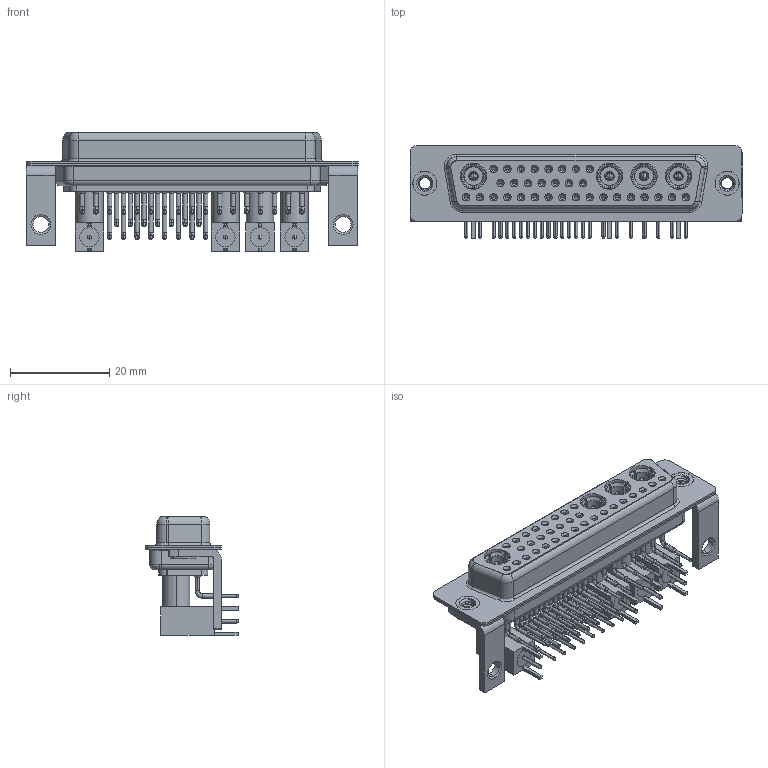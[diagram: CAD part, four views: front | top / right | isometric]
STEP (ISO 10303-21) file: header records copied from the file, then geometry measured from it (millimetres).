
FILE_DESCRIPTION (( 'STEP AP203' ), '1' );
FILE_NAME ('630-36W4640-5T4.STEP', '2022-06-09T13:14:18', ( '' ), ( '' ), 'SwSTEP 2.0', 'SolidWorks 2020', '' );
FILE_SCHEMA (( 'CONFIG_CONTROL_DESIGN' ));
Length unit declared in the file: millimetre
Products named in the file (19): Co-Ax Plug_RA 50; 630Combo Contact Row 1_50 Contacts; Co-Ax Plug Assy_RA 50; 630Combo Shell Front_50 Contacts; 630Combo Contact Row 2_50 Contacts; Insulator RA Pin; Locking Collar; RA Back Shell_50; 630Combo Contact Row 3; Pin_RA 50; 630-36W4640-5T4; Insulator Pin_Straight PC Tail; 630Combo Threaded Rivet_3; 630Combo Shell Rear_50 Contacts; 630Combo Housing_36W4; 630Combo Stabilizer Bracket_50 Contacts
Assembly tree (67 placements, depth 3):
  630-36W4640-5T4
    630Combo Housing_36W4
    630Combo Shell Front_50 Contacts
    630Combo Shell Rear_50 Contacts
    630Combo Threaded Rivet_3  x2
    630Combo Stabilizer Bracket_50 Contacts  x2
    Co-Ax Plug Assy_RA 50
      Co-Ax Plug_RA 50
      Insulator Pin_Straight PC Tail
      Pin_RA 50
      Locking Collar
      RA Back Shell_50
      Insulator RA Pin
    Co-Ax Plug Assy_RA 50
      Co-Ax Plug_RA 50
      Insulator Pin_Straight PC Tail
      Pin_RA 50
      Locking Collar
      RA Back Shell_50
      Insulator RA Pin
    Co-Ax Plug Assy_RA 50
      Co-Ax Plug_RA 50
      Insulator Pin_Straight PC Tail
      Pin_RA 50
      Locking Collar
      RA Back Shell_50
      Insulator RA Pin
    Co-Ax Plug Assy_RA 50
      Co-Ax Plug_RA 50
      Insulator Pin_Straight PC Tail
      Pin_RA 50
      Locking Collar
      RA Back Shell_50
      Insulator RA Pin
    630Combo Contact Row 1_50 Contacts  x8
    630Combo Contact Row 2_50 Contacts  x7
    630Combo Contact Row 3  x17
Bounding box: 67 x 18.8 x 23.95 mm (x, y, z)
Volume: 8642.6 mm3; surface area: 19399 mm2
Topology: 63 solids, 63 shells, 2687 faces, 6715 edges, 4221 vertices
Faces by surface type: cylinder 1151, plane 835, cone 466, bspline 138, torus 81, sphere 16
Entity records: 33964 total; most frequent: CARTESIAN_POINT 6893, DIRECTION 5492, ORIENTED_EDGE 4574, EDGE_CURVE 2287, AXIS2_PLACEMENT_3D 2283, VERTEX_POINT 1460, CIRCLE 1240, EDGE_LOOP 1213
